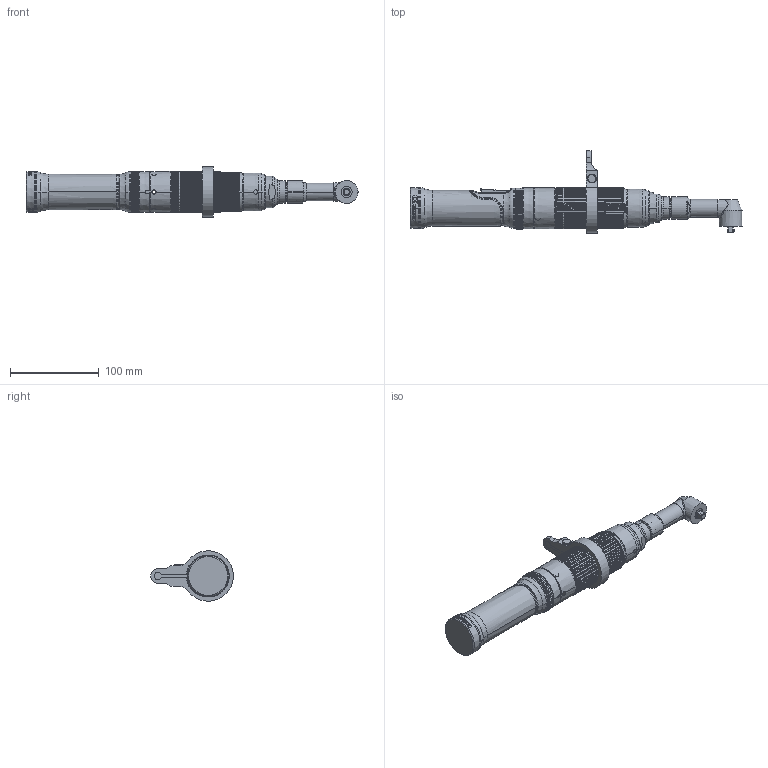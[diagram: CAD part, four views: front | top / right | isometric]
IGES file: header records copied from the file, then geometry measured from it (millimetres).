
Start section:  PTC IGES file: 18ea07al2_sw.igs
Global section: file name: 18ea07al2_sw.igs; native system: Pro/ENGINEER by Parametric Technology Corporation; preprocessor: 2006140; author: SmithS; organization: Unknown; date: 20070321.095230; units: inch
Bounding box: 373.62 x 92.86 x 56.48 mm (x, y, z)
Surface area: 70090.5 mm2 (no closed solid volume)
Topology: 0 solids, 0 shells, 913 faces, 4531 edges, 4529 vertices
Faces by surface type: revolution 465, bspline 448
